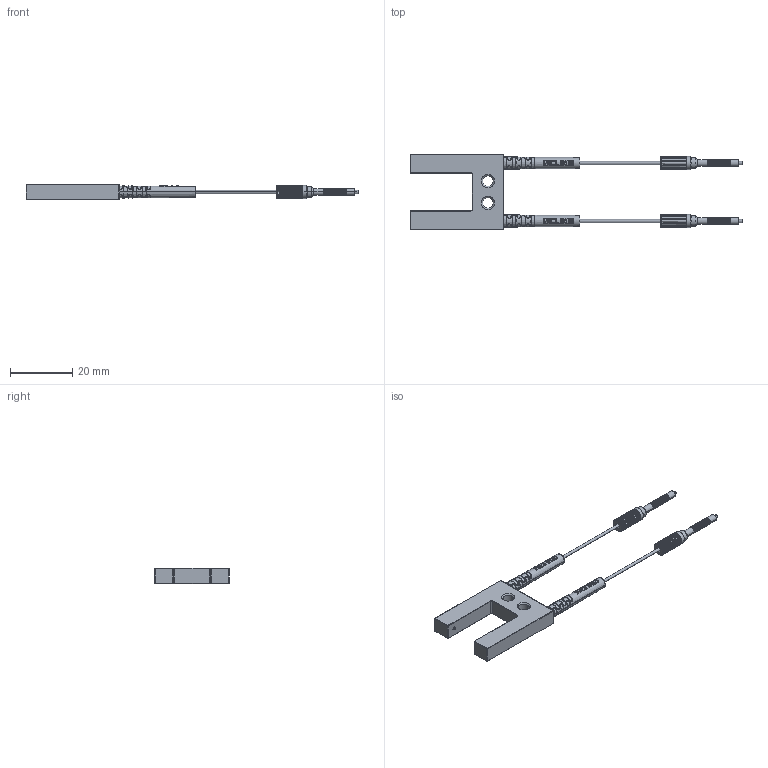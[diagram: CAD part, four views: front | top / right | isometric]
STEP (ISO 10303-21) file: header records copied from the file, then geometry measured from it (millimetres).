
FILE_DESCRIPTION((''),'2;1');
FILE_NAME('PU-2012_ASM','2020-08-04T18:13:59',('Administrator'),(''),'CREO PARAMETRIC BY PTC INC, 2018400','CREO PARAMETRIC BY PTC INC, 2018400','');
FILE_SCHEMA(('AUTOMOTIVE_DESIGN { 1 0 10303 214 1 1 1 1 }'));
Length unit declared in the file: millimetre
Products named in the file (6): OPTICAL_FIBER_HEAD_PU-2012; 10XIAN__; JW22_10___; 4MMHT__; 10-4MMHT___ASM; PU-2012_ASM
Assembly tree (6 placements, depth 3):
  PU-2012_ASM
    OPTICAL_FIBER_HEAD_PU-2012
    10-4MMHT___ASM  x2
      10XIAN__
      JW22_10___
      4MMHT__
Bounding box: 106.5 x 24 x 5 mm (x, y, z)
Volume: 3170.2 mm3; surface area: 5155.7 mm2
Topology: 7 solids, 19 shells, 1310 faces, 3244 edges, 1996 vertices
Faces by surface type: cylinder 468, plane 328, torus 224, cone 102, extrusion 96, bspline 92
Entity records: 28814 total; most frequent: CARTESIAN_POINT 10287, DIRECTION 3546, ORIENTED_EDGE 3340, EDGE_CURVE 1704, AXIS2_PLACEMENT_3D 1538, VERTEX_POINT 1046, CIRCLE 923, EDGE_LOOP 723
